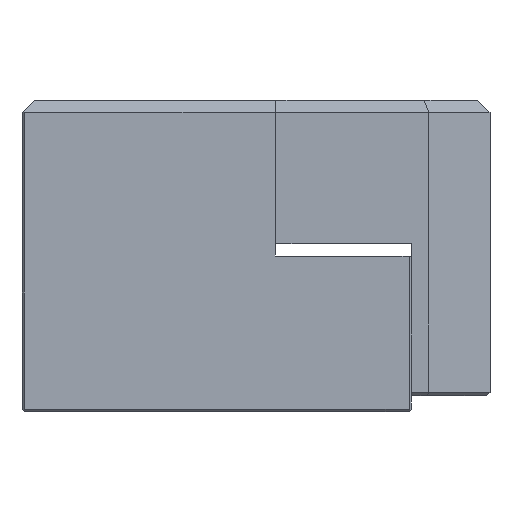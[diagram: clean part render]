
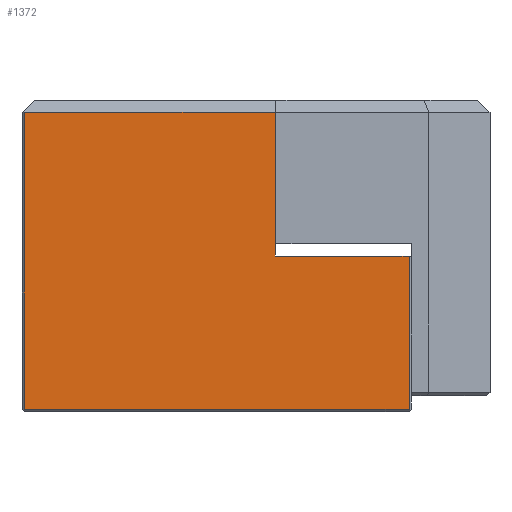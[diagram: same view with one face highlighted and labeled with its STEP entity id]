
A CAD part, front view. The second image highlights one B-rep face of the part: STEP entity #1372.
In plain terms, the highlighted planar face has unit normal (0, -1, 0).
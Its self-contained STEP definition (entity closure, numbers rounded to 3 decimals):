
#72=ORIENTED_EDGE('',*,*,#466,.F.);
#73=ORIENTED_EDGE('',*,*,#467,.T.);
#74=ORIENTED_EDGE('',*,*,#468,.T.);
#75=ORIENTED_EDGE('',*,*,#469,.F.);
#76=ORIENTED_EDGE('',*,*,#470,.F.);
#77=ORIENTED_EDGE('',*,*,#471,.F.);
#466=EDGE_CURVE('',#663,#664,#793,.T.);
#467=EDGE_CURVE('',#663,#665,#794,.T.);
#468=EDGE_CURVE('',#665,#666,#795,.T.);
#469=EDGE_CURVE('',#667,#666,#796,.T.);
#470=EDGE_CURVE('',#668,#667,#797,.T.);
#471=EDGE_CURVE('',#664,#668,#798,.T.);
#663=VERTEX_POINT('',#1962);
#664=VERTEX_POINT('',#1963);
#665=VERTEX_POINT('',#1965);
#666=VERTEX_POINT('',#1967);
#667=VERTEX_POINT('',#1969);
#668=VERTEX_POINT('',#1971);
#793=LINE('',#1961,#956);
#794=LINE('',#1964,#957);
#795=LINE('',#1966,#958);
#796=LINE('',#1968,#959);
#797=LINE('',#1970,#960);
#798=LINE('',#1972,#961);
#956=VECTOR('',#1579,1000.);
#957=VECTOR('',#1580,1000.);
#958=VECTOR('',#1581,1000.);
#959=VECTOR('',#1582,1000.);
#960=VECTOR('',#1583,1000.);
#961=VECTOR('',#1584,1000.);
#1114=EDGE_LOOP('',(#72,#73,#74,#75,#76,#77));
#1215=FACE_BOUND('',#1114,.T.);
#1316=PLANE('',#1461);
#1372=ADVANCED_FACE('',(#1215),#1316,.T.);
#1461=AXIS2_PLACEMENT_3D('',#1960,#1577,#1578);
#1577=DIRECTION('',(0.,-1.,0.));
#1578=DIRECTION('',(0.,0.,-1.));
#1579=DIRECTION('',(0.,0.,-1.));
#1580=DIRECTION('',(-1.,0.,0.));
#1581=DIRECTION('',(0.,0.,-1.));
#1582=DIRECTION('',(-1.,0.,0.));
#1583=DIRECTION('',(0.,0.,-1.));
#1584=DIRECTION('',(1.,0.,0.));
#1960=CARTESIAN_POINT('',(0.,-19.05,0.));
#1961=CARTESIAN_POINT('',(20.65,-19.05,1.));
#1962=CARTESIAN_POINT('',(20.65,-19.05,11.7));
#1963=CARTESIAN_POINT('',(20.65,-19.05,0.));
#1964=CARTESIAN_POINT('',(0.,-19.05,11.7));
#1965=CARTESIAN_POINT('',(0.2,-19.05,11.7));
#1966=CARTESIAN_POINT('',(0.2,-19.05,17.3));
#1967=CARTESIAN_POINT('',(0.2,-19.05,-12.5));
#1968=CARTESIAN_POINT('',(60.,-19.05,-12.5));
#1969=CARTESIAN_POINT('',(31.55,-19.05,-12.5));
#1970=CARTESIAN_POINT('',(31.55,-19.05,0.));
#1971=CARTESIAN_POINT('',(31.55,-19.05,0.));
#1972=CARTESIAN_POINT('',(20.65,-19.05,0.));
